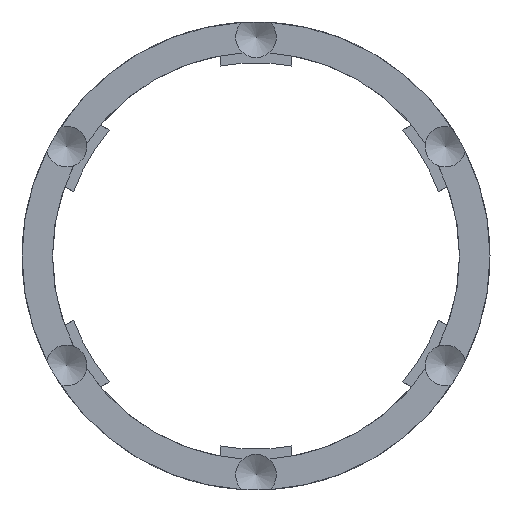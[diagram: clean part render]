
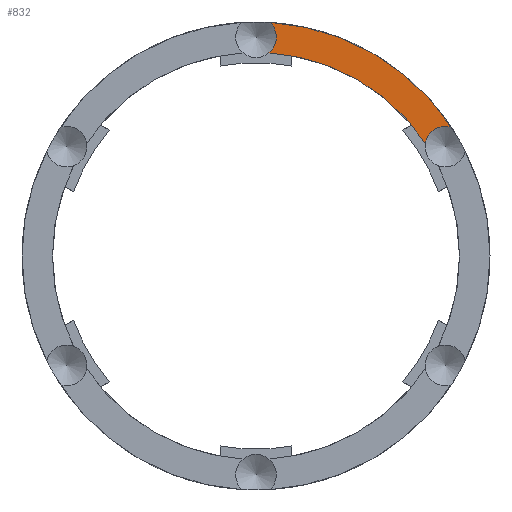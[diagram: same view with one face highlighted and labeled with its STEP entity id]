
A CAD part, front view. The second image highlights one B-rep face of the part: STEP entity #832.
In plain terms, the highlighted planar face has unit normal (0, -1, 0).
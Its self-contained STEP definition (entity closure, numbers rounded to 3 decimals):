
#5 = CARTESIAN_POINT ( 'NONE',  ( 19.2, 0., 12.664 ) ) ;
#38 = CARTESIAN_POINT ( 'NONE',  ( 1.368, 0., 22.959 ) ) ;
#90 = FACE_OUTER_BOUND ( 'NONE', #1110, .T. ) ;
#137 = EDGE_CURVE ( 'NONE', #988, #1214, #425, .T. ) ;
#141 = DIRECTION ( 'NONE',  ( 0., 1., 0. ) ) ;
#152 = DIRECTION ( 'NONE',  ( 0., 0., 1. ) ) ;
#258 = DIRECTION ( 'NONE',  ( 0., -1., 0. ) ) ;
#338 = CARTESIAN_POINT ( 'NONE',  ( 16.648, 0., 11.084 ) ) ;
#388 = CIRCLE ( 'NONE', #2009, 2. ) ;
#398 = PLANE ( 'NONE',  #994 ) ;
#425 = CIRCLE ( 'NONE', #2147, 2. ) ;
#440 = CARTESIAN_POINT ( 'NONE',  ( 18.62, 0., 10.75 ) ) ;
#533 = AXIS2_PLACEMENT_3D ( 'NONE', #1705, #2068, #654 ) ;
#564 = AXIS2_PLACEMENT_3D ( 'NONE', #2281, #141, #152 ) ;
#599 = EDGE_CURVE ( 'NONE', #988, #2063, #2185, .T. ) ;
#654 = DIRECTION ( 'NONE',  ( 0., 0., 1. ) ) ;
#769 = DIRECTION ( 'NONE',  ( 0., 1., 0. ) ) ;
#832 = ADVANCED_FACE ( 'NONE', ( #90 ), #398, .F. ) ;
#871 = ORIENTED_EDGE ( 'NONE', *, *, #137, .F. ) ;
#949 = DIRECTION ( 'NONE',  ( 0., 0., -1. ) ) ;
#980 = EDGE_CURVE ( 'NONE', #1703, #2063, #388, .T. ) ;
#988 = VERTEX_POINT ( 'NONE', #1561 ) ;
#994 = AXIS2_PLACEMENT_3D ( 'NONE', #2184, #769, #2024 ) ;
#1083 = DIRECTION ( 'NONE',  ( 0., 0., -1. ) ) ;
#1110 = EDGE_LOOP ( 'NONE', ( #2157, #1737, #1686, #871 ) ) ;
#1214 = VERTEX_POINT ( 'NONE', #38 ) ;
#1257 = CIRCLE ( 'NONE', #564, 23. ) ;
#1561 = CARTESIAN_POINT ( 'NONE',  ( 1.275, 0., 19.959 ) ) ;
#1686 = ORIENTED_EDGE ( 'NONE', *, *, #2274, .F. ) ;
#1703 = VERTEX_POINT ( 'NONE', #5 ) ;
#1705 = CARTESIAN_POINT ( 'NONE',  ( 0., 0., 0. ) ) ;
#1737 = ORIENTED_EDGE ( 'NONE', *, *, #980, .F. ) ;
#1980 = DIRECTION ( 'NONE',  ( 0., -1., 0. ) ) ;
#2009 = AXIS2_PLACEMENT_3D ( 'NONE', #440, #258, #949 ) ;
#2024 = DIRECTION ( 'NONE',  ( 0., 0., 1. ) ) ;
#2063 = VERTEX_POINT ( 'NONE', #338 ) ;
#2068 = DIRECTION ( 'NONE',  ( 0., 1., 0. ) ) ;
#2142 = CARTESIAN_POINT ( 'NONE',  ( 0., 0., 21.5 ) ) ;
#2147 = AXIS2_PLACEMENT_3D ( 'NONE', #2142, #1980, #1083 ) ;
#2157 = ORIENTED_EDGE ( 'NONE', *, *, #599, .T. ) ;
#2184 = CARTESIAN_POINT ( 'NONE',  ( 0., 0., -20. ) ) ;
#2185 = CIRCLE ( 'NONE', #533, 20. ) ;
#2274 = EDGE_CURVE ( 'NONE', #1214, #1703, #1257, .T. ) ;
#2281 = CARTESIAN_POINT ( 'NONE',  ( 0., 0., 0. ) ) ;
